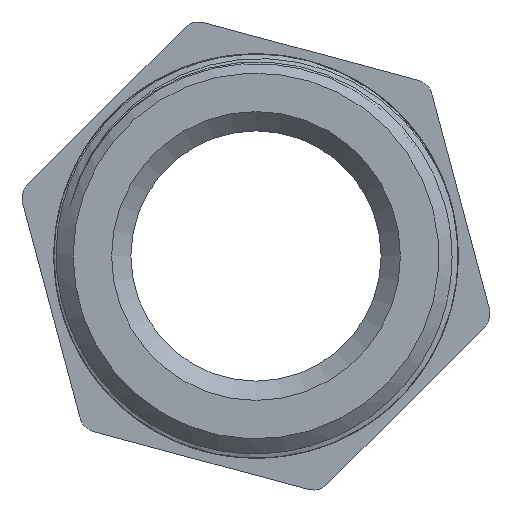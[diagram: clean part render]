
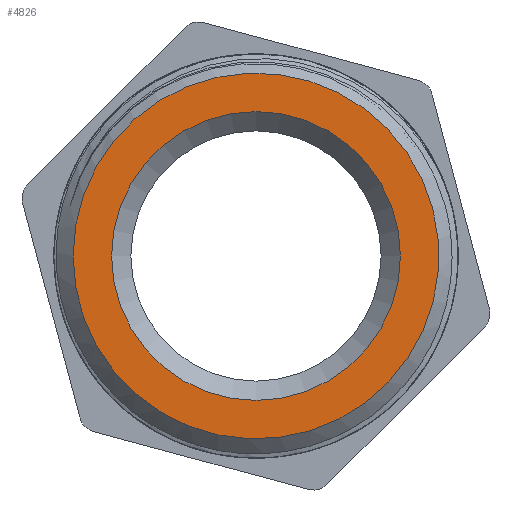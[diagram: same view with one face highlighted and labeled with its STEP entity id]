
A CAD part, left-side view. The second image highlights one B-rep face of the part: STEP entity #4826.
In plain terms, the highlighted planar face has unit normal (-1, 0, 0).
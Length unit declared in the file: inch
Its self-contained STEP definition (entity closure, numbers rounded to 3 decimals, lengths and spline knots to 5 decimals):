
#4775=CARTESIAN_POINT('',(-1.3125,0.59375,0.));
#4776=VERTEX_POINT('',#4775);
#4777=CARTESIAN_POINT('',(-1.3125,0.0,0.0));
#4778=DIRECTION('',(1.0,0.0,0.0));
#4779=DIRECTION('',(0.0,-1.0,0.0));
#4780=AXIS2_PLACEMENT_3D('',#4777,#4778,#4779);
#4781=CIRCLE('',#4780,0.59375);
#4782=EDGE_CURVE('',#4776,#4776,#4781,.T.);
#4803=CARTESIAN_POINT('',(-1.3125,0.46875,0.));
#4804=VERTEX_POINT('',#4803);
#4805=CARTESIAN_POINT('',(-1.3125,0.0,0.0));
#4806=DIRECTION('',(-1.0,0.0,0.0));
#4807=DIRECTION('',(0.0,-1.0,0.0));
#4808=AXIS2_PLACEMENT_3D('',#4805,#4806,#4807);
#4809=CIRCLE('',#4808,0.46875);
#4810=EDGE_CURVE('',#4804,#4804,#4809,.T.);
#4815=CARTESIAN_POINT('',(-1.3125,0.53125,0.0));
#4816=DIRECTION('',(-1.0,0.0,0.0));
#4817=DIRECTION('',(0.0,0.0,1.0));
#4818=AXIS2_PLACEMENT_3D('',#4815,#4816,#4817);
#4819=PLANE('',#4818);
#4820=ORIENTED_EDGE('',*,*,#4782,.F.);
#4821=EDGE_LOOP('',(#4820));
#4822=FACE_OUTER_BOUND('',#4821,.T.);
#4823=ORIENTED_EDGE('',*,*,#4810,.F.);
#4824=EDGE_LOOP('',(#4823));
#4825=FACE_BOUND('',#4824,.T.);
#4826=ADVANCED_FACE('',(#4822,#4825),#4819,.T.);
